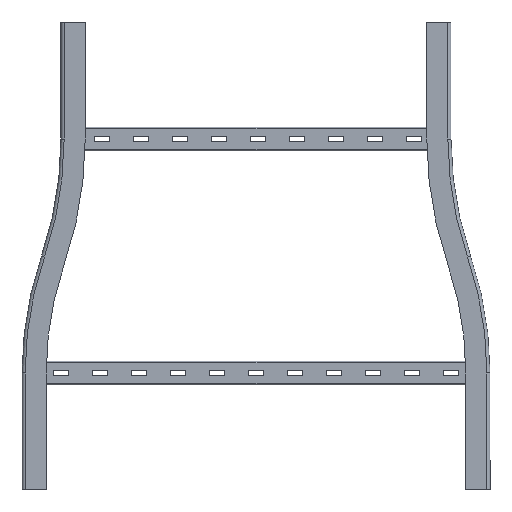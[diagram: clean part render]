
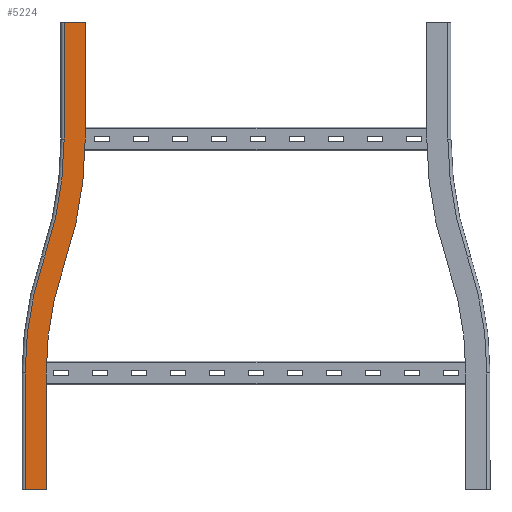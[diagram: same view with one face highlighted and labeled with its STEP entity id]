
A CAD part, front view. The second image highlights one B-rep face of the part: STEP entity #5224.
In plain terms, the highlighted planar face has unit normal (0, -1, 0).
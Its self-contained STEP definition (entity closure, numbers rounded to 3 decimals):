
#154=CIRCLE('',#5611,458.5);
#155=CIRCLE('',#5613,431.5);
#176=CIRCLE('',#5644,466.5);
#177=CIRCLE('',#5646,493.5);
#404=FACE_OUTER_BOUND('',#712,.T.);
#712=EDGE_LOOP('',(#3733,#3734,#3735,#3736,#3737,#3738,#3739,#3740,#3741,
#3742));
#1044=LINE('',#7673,#1646);
#1046=LINE('',#7679,#1648);
#1060=LINE('',#7793,#1662);
#1113=LINE('',#7906,#1715);
#1114=LINE('',#7908,#1716);
#1115=LINE('',#7909,#1717);
#1646=VECTOR('',#6125,10.);
#1648=VECTOR('',#6129,10.);
#1662=VECTOR('',#6277,10.);
#1715=VECTOR('',#6390,10.);
#1716=VECTOR('',#6391,10.);
#1717=VECTOR('',#6392,10.);
#2245=VERTEX_POINT('',#7669);
#2246=VERTEX_POINT('',#7671);
#2248=VERTEX_POINT('',#7676);
#2249=VERTEX_POINT('',#7678);
#2264=VERTEX_POINT('',#7728);
#2266=VERTEX_POINT('',#7733);
#2280=VERTEX_POINT('',#7782);
#2282=VERTEX_POINT('',#7787);
#2312=VERTEX_POINT('',#7902);
#2313=VERTEX_POINT('',#7907);
#2724=EDGE_CURVE('',#2245,#2246,#1044,.T.);
#2726=EDGE_CURVE('',#2248,#2249,#1046,.T.);
#2752=EDGE_CURVE('',#2264,#2245,#154,.T.);
#2754=EDGE_CURVE('',#2266,#2248,#155,.T.);
#2779=EDGE_CURVE('',#2280,#2264,#176,.T.);
#2781=EDGE_CURVE('',#2282,#2266,#177,.T.);
#2784=EDGE_CURVE('',#2249,#2246,#1060,.T.);
#2843=EDGE_CURVE('',#2280,#2312,#1113,.T.);
#2844=EDGE_CURVE('',#2313,#2282,#1114,.T.);
#2845=EDGE_CURVE('',#2312,#2313,#1115,.T.);
#3733=ORIENTED_EDGE('',*,*,#2843,.F.);
#3734=ORIENTED_EDGE('',*,*,#2779,.T.);
#3735=ORIENTED_EDGE('',*,*,#2752,.T.);
#3736=ORIENTED_EDGE('',*,*,#2724,.T.);
#3737=ORIENTED_EDGE('',*,*,#2784,.F.);
#3738=ORIENTED_EDGE('',*,*,#2726,.F.);
#3739=ORIENTED_EDGE('',*,*,#2754,.F.);
#3740=ORIENTED_EDGE('',*,*,#2781,.F.);
#3741=ORIENTED_EDGE('',*,*,#2844,.F.);
#3742=ORIENTED_EDGE('',*,*,#2845,.F.);
#4973=PLANE('',#5678);
#5224=ADVANCED_FACE('',(#404),#4973,.F.);
#5611=AXIS2_PLACEMENT_3D('',#7730,#6194,#6195);
#5613=AXIS2_PLACEMENT_3D('',#7735,#6199,#6200);
#5644=AXIS2_PLACEMENT_3D('',#7784,#6265,#6266);
#5646=AXIS2_PLACEMENT_3D('',#7789,#6270,#6271);
#5678=AXIS2_PLACEMENT_3D('',#7905,#6388,#6389);
#6125=DIRECTION('',(0.,0.,-1.));
#6129=DIRECTION('',(0.,0.,-1.));
#6194=DIRECTION('center_axis',(0.,-1.,0.));
#6195=DIRECTION('ref_axis',(-0.946,0.,0.324));
#6199=DIRECTION('center_axis',(0.,-1.,0.));
#6200=DIRECTION('ref_axis',(-0.946,0.,0.324));
#6265=DIRECTION('center_axis',(0.,1.,0.));
#6266=DIRECTION('ref_axis',(1.,0.,0.));
#6270=DIRECTION('center_axis',(0.,1.,0.));
#6271=DIRECTION('ref_axis',(1.,0.,0.));
#6277=DIRECTION('',(-1.,0.,0.));
#6388=DIRECTION('center_axis',(0.,1.,0.));
#6389=DIRECTION('ref_axis',(0.,0.,1.));
#6390=DIRECTION('',(0.,0.,1.));
#6391=DIRECTION('',(0.,0.,-1.));
#6392=DIRECTION('',(1.,0.,0.));
#7669=CARTESIAN_POINT('',(-77.,0.,-300.));
#7671=CARTESIAN_POINT('',(-77.,0.,-450.));
#7673=CARTESIAN_POINT('',(-77.,0.,-300.));
#7676=CARTESIAN_POINT('',(-50.,0.,-300.));
#7678=CARTESIAN_POINT('',(-50.,0.,-450.));
#7679=CARTESIAN_POINT('',(-50.,0.,-300.));
#7728=CARTESIAN_POINT('',(-52.216,0.,-151.297));
#7730=CARTESIAN_POINT('Origin',(381.5,0.,-300.));
#7733=CARTESIAN_POINT('',(-26.676,0.,-160.054));
#7735=CARTESIAN_POINT('Origin',(381.5,0.,-300.));
#7782=CARTESIAN_POINT('',(-27.,0.,0.));
#7784=CARTESIAN_POINT('Origin',(-493.5,0.,
0.));
#7787=CARTESIAN_POINT('',(0.,0.,0.));
#7789=CARTESIAN_POINT('Origin',(-493.5,0.,
0.));
#7793=CARTESIAN_POINT('',(-50.,0.,-450.));
#7902=CARTESIAN_POINT('',(-27.,0.,150.));
#7905=CARTESIAN_POINT('Origin',(-43.286,0.,
75.));
#7906=CARTESIAN_POINT('',(-27.,0.,75.));
#7907=CARTESIAN_POINT('',(0.,0.,150.));
#7908=CARTESIAN_POINT('',(0.,0.,0.));
#7909=CARTESIAN_POINT('',(0.,0.,150.));
